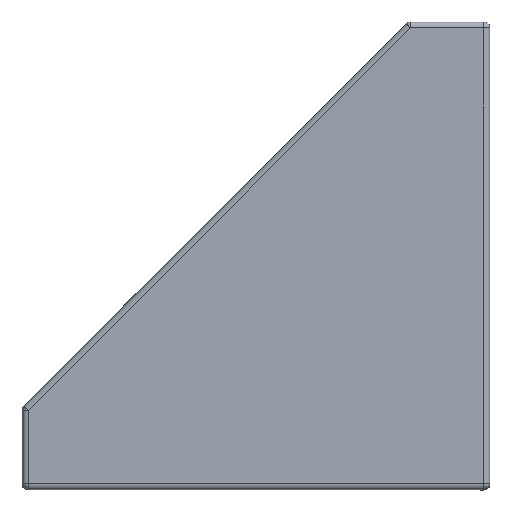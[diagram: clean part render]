
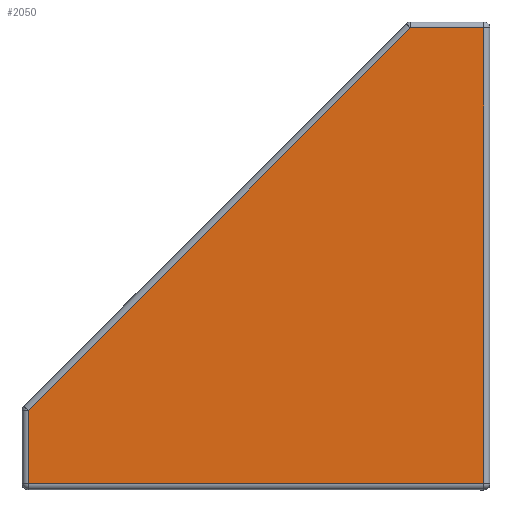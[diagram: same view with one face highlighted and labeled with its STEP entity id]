
A CAD part, top view. The second image highlights one B-rep face of the part: STEP entity #2050.
In plain terms, the highlighted planar face has unit normal (0, 0, 1).
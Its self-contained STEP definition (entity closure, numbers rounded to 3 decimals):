
#119=PLANE('',#2219);
#153=FACE_OUTER_BOUND('',#300,.T.);
#300=EDGE_LOOP('',(#1421,#1422,#1423,#1424,#1425));
#492=LINE('',#3536,#643);
#493=LINE('',#3538,#644);
#494=LINE('',#3540,#645);
#495=LINE('',#3542,#646);
#496=LINE('',#3543,#647);
#643=VECTOR('',#2541,1000.);
#644=VECTOR('',#2542,1000.);
#645=VECTOR('',#2543,1000.);
#646=VECTOR('',#2544,1000.);
#647=VECTOR('',#2545,1000.);
#930=VERTEX_POINT('',#3534);
#931=VERTEX_POINT('',#3535);
#932=VERTEX_POINT('',#3537);
#933=VERTEX_POINT('',#3539);
#934=VERTEX_POINT('',#3541);
#1106=EDGE_CURVE('',#930,#931,#492,.T.);
#1107=EDGE_CURVE('',#931,#932,#493,.T.);
#1108=EDGE_CURVE('',#932,#933,#494,.T.);
#1109=EDGE_CURVE('',#933,#934,#495,.T.);
#1110=EDGE_CURVE('',#934,#930,#496,.T.);
#1421=ORIENTED_EDGE('',*,*,#1106,.T.);
#1422=ORIENTED_EDGE('',*,*,#1107,.T.);
#1423=ORIENTED_EDGE('',*,*,#1108,.T.);
#1424=ORIENTED_EDGE('',*,*,#1109,.T.);
#1425=ORIENTED_EDGE('',*,*,#1110,.T.);
#2050=ADVANCED_FACE('',(#153),#119,.F.);
#2219=AXIS2_PLACEMENT_3D('',#3533,#2539,#2540);
#2539=DIRECTION('center_axis',(0.,0.,
-1.));
#2540=DIRECTION('ref_axis',(-1.,0.,0.));
#2541=DIRECTION('',(0.,-1.,0.));
#2542=DIRECTION('',(1.,0.,0.));
#2543=DIRECTION('',(0.,1.,0.));
#2544=DIRECTION('',(-1.,0.,0.));
#2545=DIRECTION('',(-0.707,-0.707,0.));
#3533=CARTESIAN_POINT('Origin',(0.,0.,
9.));
#3534=CARTESIAN_POINT('',(-39.5,6.793,9.));
#3535=CARTESIAN_POINT('',(-39.5,0.5,9.));
#3536=CARTESIAN_POINT('',(-39.5,0.,9.));
#3537=CARTESIAN_POINT('',(-0.5,0.5,9.));
#3538=CARTESIAN_POINT('',(0.,0.5,9.));
#3539=CARTESIAN_POINT('',(-0.5,39.5,9.));
#3540=CARTESIAN_POINT('',(-0.5,0.,9.));
#3541=CARTESIAN_POINT('',(-6.793,39.5,9.));
#3542=CARTESIAN_POINT('',(0.,39.5,9.));
#3543=CARTESIAN_POINT('',(-23.146,23.146,9.));
